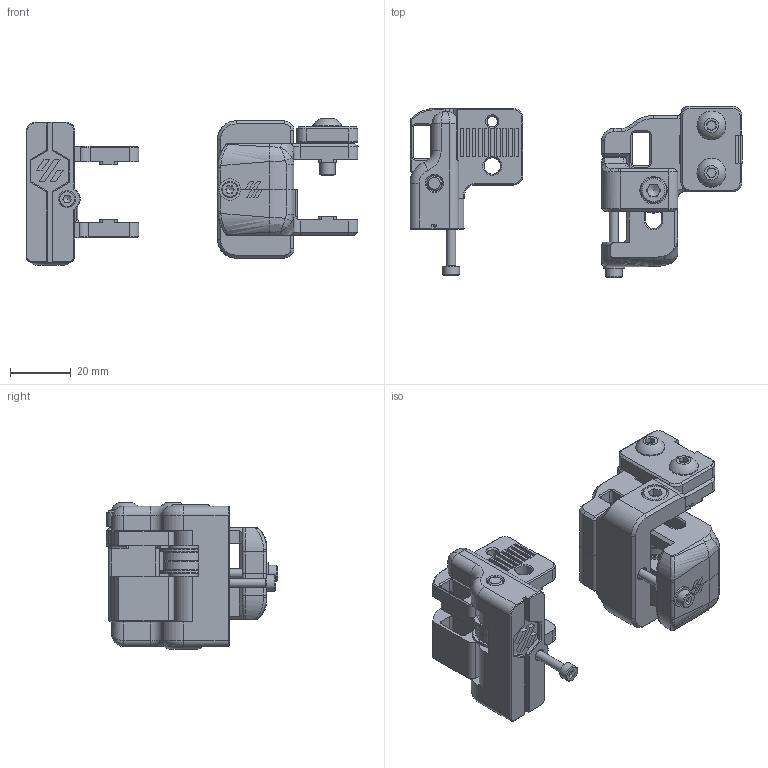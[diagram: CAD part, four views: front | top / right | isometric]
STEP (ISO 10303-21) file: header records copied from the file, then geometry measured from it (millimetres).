
FILE_DESCRIPTION(/* description */ (''),/* implementation_level */ '2;1');
FILE_NAME(/* name */ 'Other Idler V2.step',/* time_stamp */ '2021-06-25T06:08:01-05:00',/* author */ (''),/* organization */ (''),/* preprocessor_version */ 'ST-DEVELOPER v18.1',/* originating_system */ 'Autodesk Translation Framework v10.9.0.1377',/* authorisation */ '');
FILE_SCHEMA (('AUTOMOTIVE_DESIGN { 1 0 10303 214 3 1 1 }'));
Length unit declared in the file: millimetre
Products named in the file (24): The "Other" Idler; Front Idler A Mk3; Tensioner A (1) (1); Idler Assembly (1) (1); M5 1mm Spacer (1) (1); F695 ZZ (1) (1); Front Idler A Bottom (1) (1) (1); Front Idler A Top (1) (1); 5mmx45mm pin; Idler_Carrier; Front Idler A Original; M5x16 BHCS (1) (1) (1); Z Belt Clamp Upper (1) (1); Tensioner A (1) (1) (1); M5x40 SHCS (1); M5 Hexnut (1); Idler Assembly (1) (1) (1); M5 1mm Spacer (1) (1) (1); F695 ZZ (1) (1) (1); M3 Threaded Insert (1); M3 Washer (1) (1); Front Idler A Bottom (1) (1) (1) (1); Front Idler A Top (1) (1) (1); M3x40 SHCS (1) (1)
Assembly tree (29 placements, depth 5):
  The "Other" Idler
    Front Idler A Mk3
      Tensioner A (1) (1)
        Idler Assembly (1) (1)
          M5 1mm Spacer (1) (1)  x2
          F695 ZZ (1) (1)  x2
      Front Idler A Bottom (1) (1) (1)
      Front Idler A Top (1) (1)
    5mmx45mm pin
    Idler_Carrier
    Front Idler A Original
      M5x16 BHCS (1) (1) (1)  x2
      Z Belt Clamp Upper (1) (1)
      Tensioner A (1) (1) (1)
        M5x40 SHCS (1)
        M5 Hexnut (1)
        Idler Assembly (1) (1) (1)
          M5 1mm Spacer (1) (1) (1)  x2
          F695 ZZ (1) (1) (1)  x2
        M3 Threaded Insert (1)
      M3x40 SHCS (1) (1)
      M3 Washer (1) (1)
      Front Idler A Bottom (1) (1) (1) (1)
      Front Idler A Top (1) (1) (1)
    M3x40 SHCS (1) (1)
Bounding box: 108.86 x 56.1 x 48.15 mm (x, y, z)
Volume: 65637.5 mm3; surface area: 38061.6 mm2
Topology: 24 solids, 24 shells, 1395 faces, 3456 edges, 2174 vertices
Faces by surface type: plane 745, cylinder 327, cone 178, bspline 112, torus 31, sphere 2
Full cylindrical faces by diameter (mm): 2.9 x1, 3 x2, 3.2 x1, 3.4 x3, 3.5 x3, 4.2 x2, 4.25 x1, 4.6 x1, 4.7 x1, 4.75 x1, 4.85 x1, 5 x8, 5.3 x4, 5.4 x13, 5.5 x2, 6.5 x8, 7 x1, 8.5 x1, 9 x1, 9.5 x2, 10 x4, 11.5 x8, 13 x4, 15 x4
Entity records: 42346 total; most frequent: CARTESIAN_POINT 10981, ORIENTED_EDGE 6504, DIRECTION 6183, EDGE_CURVE 3252, AXIS2_PLACEMENT_3D 2096, VERTEX_POINT 2059, LINE 1991, VECTOR 1991
